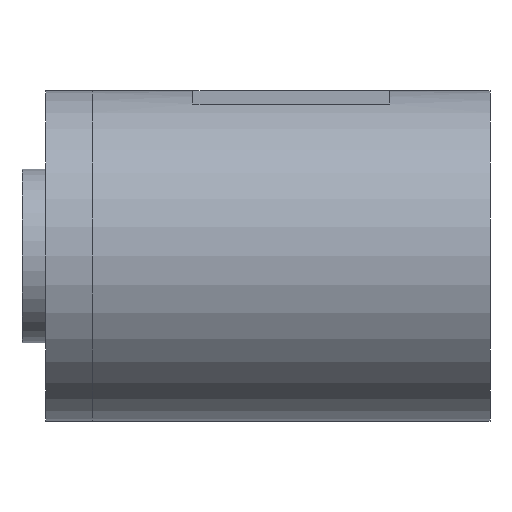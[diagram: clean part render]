
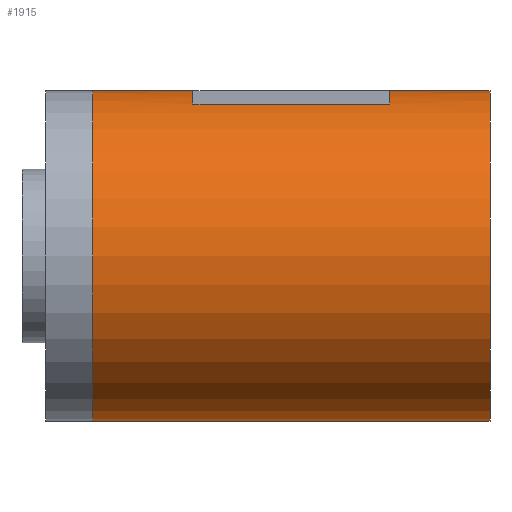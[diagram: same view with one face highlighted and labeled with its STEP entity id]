
A CAD part, front view. The second image highlights one B-rep face of the part: STEP entity #1915.
In plain terms, the highlighted cylindrical face has radius 21 mm (diameter 42 mm), a partial arc.
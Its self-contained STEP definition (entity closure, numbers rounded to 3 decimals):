
#275=LINE('',#3662,#439);
#298=LINE('',#3728,#462);
#299=LINE('',#3730,#463);
#308=LINE('',#3765,#472);
#439=VECTOR('',#2612,10.);
#462=VECTOR('',#2677,10.);
#463=VECTOR('',#2678,10.);
#472=VECTOR('',#2721,10.);
#507=CYLINDRICAL_SURFACE('',#2155,21.);
#616=FACE_OUTER_BOUND('',#743,.T.);
#743=EDGE_LOOP('',(#1791,#1792,#1793,#1794,#1795,#1796,#1797,#1798));
#816=CIRCLE('',#2121,21.);
#817=CIRCLE('',#2123,21.);
#827=CIRCLE('',#2143,21.);
#832=CIRCLE('',#2151,21.);
#974=VERTEX_POINT('',#3660);
#975=VERTEX_POINT('',#3661);
#981=VERTEX_POINT('',#3676);
#982=VERTEX_POINT('',#3680);
#997=VERTEX_POINT('',#3726);
#998=VERTEX_POINT('',#3729);
#1002=VERTEX_POINT('',#3741);
#1006=VERTEX_POINT('',#3755);
#1220=EDGE_CURVE('',#974,#975,#275,.T.);
#1227=EDGE_CURVE('',#975,#981,#816,.T.);
#1229=EDGE_CURVE('',#982,#974,#817,.T.);
#1253=EDGE_CURVE('',#997,#981,#298,.T.);
#1254=EDGE_CURVE('',#982,#998,#299,.T.);
#1260=EDGE_CURVE('',#998,#1002,#827,.T.);
#1268=EDGE_CURVE('',#997,#1006,#832,.T.);
#1272=EDGE_CURVE('',#1002,#1006,#308,.T.);
#1791=ORIENTED_EDGE('',*,*,#1227,.T.);
#1792=ORIENTED_EDGE('',*,*,#1253,.F.);
#1793=ORIENTED_EDGE('',*,*,#1268,.T.);
#1794=ORIENTED_EDGE('',*,*,#1272,.F.);
#1795=ORIENTED_EDGE('',*,*,#1260,.F.);
#1796=ORIENTED_EDGE('',*,*,#1254,.F.);
#1797=ORIENTED_EDGE('',*,*,#1229,.T.);
#1798=ORIENTED_EDGE('',*,*,#1220,.T.);
#1915=ADVANCED_FACE('',(#616),#507,.T.);
#2121=AXIS2_PLACEMENT_3D('',#3677,#2624,#2625);
#2123=AXIS2_PLACEMENT_3D('',#3681,#2629,#2630);
#2143=AXIS2_PLACEMENT_3D('',#3742,#2690,#2691);
#2151=AXIS2_PLACEMENT_3D('',#3757,#2709,#2710);
#2155=AXIS2_PLACEMENT_3D('',#3764,#2719,#2720);
#2612=DIRECTION('',(-1.,0.,0.));
#2624=DIRECTION('center_axis',(-1.,0.,0.));
#2625=DIRECTION('ref_axis',(0.,0.,1.));
#2629=DIRECTION('center_axis',(1.,0.,0.));
#2630=DIRECTION('ref_axis',(0.,0.,1.));
#2677=DIRECTION('',(1.,0.,0.));
#2678=DIRECTION('',(1.,0.,0.));
#2690=DIRECTION('center_axis',(1.,0.,0.));
#2691=DIRECTION('ref_axis',(0.,0.,1.));
#2709=DIRECTION('center_axis',(1.,0.,0.));
#2710=DIRECTION('ref_axis',(0.,0.,1.));
#2719=DIRECTION('center_axis',(-1.,0.,0.));
#2720=DIRECTION('ref_axis',(0.,0.,1.));
#2721=DIRECTION('',(-1.,0.,0.));
#3660=CARTESIAN_POINT('',(319.474,-78.305,19.288));
#3661=CARTESIAN_POINT('',(294.474,-78.305,19.288));
#3662=CARTESIAN_POINT('',(301.174,-78.305,19.288));
#3676=CARTESIAN_POINT('',(294.474,-70.,21.));
#3677=CARTESIAN_POINT('Origin',(294.474,-70.,0.));
#3680=CARTESIAN_POINT('',(319.474,-70.,21.));
#3681=CARTESIAN_POINT('Origin',(319.474,-70.,0.));
#3726=CARTESIAN_POINT('',(281.774,-70.,21.));
#3728=CARTESIAN_POINT('',(301.174,-70.,21.));
#3729=CARTESIAN_POINT('',(332.174,-70.,21.));
#3730=CARTESIAN_POINT('',(301.174,-70.,21.));
#3741=CARTESIAN_POINT('',(332.174,-70.,-21.));
#3742=CARTESIAN_POINT('Origin',(332.174,-70.,0.));
#3755=CARTESIAN_POINT('',(281.774,-70.,-21.));
#3757=CARTESIAN_POINT('Origin',(281.774,-70.,0.));
#3764=CARTESIAN_POINT('Origin',(301.174,-70.,0.));
#3765=CARTESIAN_POINT('',(301.174,-70.,-21.));
